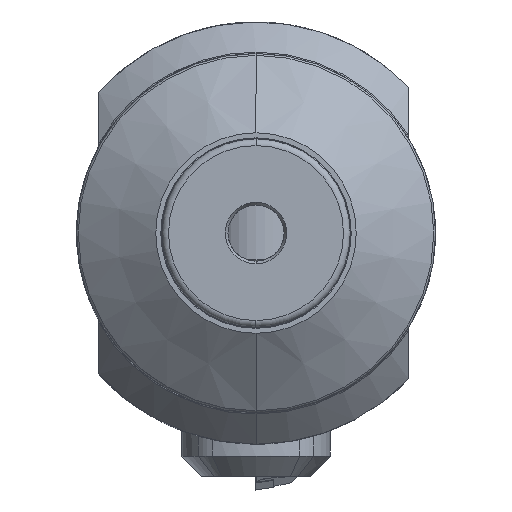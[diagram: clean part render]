
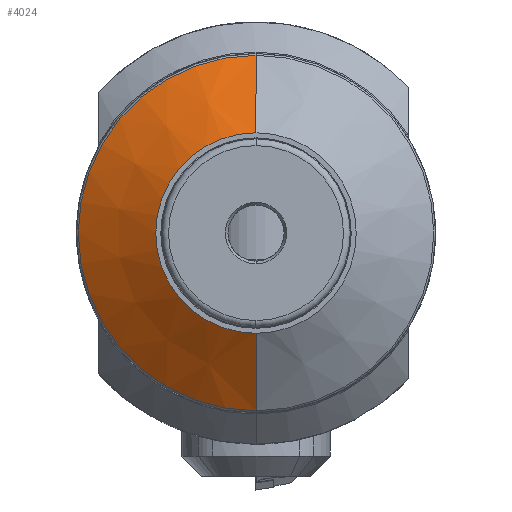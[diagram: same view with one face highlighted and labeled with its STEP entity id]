
A CAD part, left-side view. The second image highlights one B-rep face of the part: STEP entity #4024.
In plain terms, the highlighted conical face has half-angle 55 degrees and reference radius 39.574 mm.
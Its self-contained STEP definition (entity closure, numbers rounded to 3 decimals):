
#280 = ORIENTED_EDGE ( 'NONE', *, *, #7304, .F. ) ;
#4024 = ADVANCED_FACE ( 'NONE', ( #20602 ), #26922, .T. ) ;
#5250 = DIRECTION ( 'NONE',  ( -1., 0., 0. ) ) ;
#6013 = EDGE_CURVE ( 'NONE', #34408, #19876, #20422, .T. ) ;
#7304 = EDGE_CURVE ( 'NONE', #15824, #50086, #48106, .T. ) ;
#8487 = AXIS2_PLACEMENT_3D ( 'NONE', #31615, #27342, #15001 ) ;
#9864 = CARTESIAN_POINT ( 'NONE',  ( -112.378, 0., 0. ) ) ;
#13122 = CARTESIAN_POINT ( 'NONE',  ( -100.299, 0., -39.574 ) ) ;
#15001 = DIRECTION ( 'NONE',  ( 0., 0., -1. ) ) ;
#15824 = VERTEX_POINT ( 'NONE', #33288 ) ;
#17518 = DIRECTION ( 'NONE',  ( 0.574, 0., -0.819 ) ) ;
#19876 = VERTEX_POINT ( 'NONE', #52035 ) ;
#20422 = CIRCLE ( 'NONE', #24101, 39.574 ) ;
#20602 = FACE_OUTER_BOUND ( 'NONE', #50098, .T. ) ;
#24101 = AXIS2_PLACEMENT_3D ( 'NONE', #26448, #5250, #29468 ) ;
#26108 = DIRECTION ( 'NONE',  ( -1., 0., 0. ) ) ;
#26448 = CARTESIAN_POINT ( 'NONE',  ( -100.299, 0., 0. ) ) ;
#26922 = CONICAL_SURFACE ( 'NONE', #8487, 39.574, 0.96 ) ;
#27342 = DIRECTION ( 'NONE',  ( 1., 0., 0. ) ) ;
#28914 = AXIS2_PLACEMENT_3D ( 'NONE', #9864, #26108, #42719 ) ;
#29468 = DIRECTION ( 'NONE',  ( 0., 0., 1. ) ) ;
#30980 = ORIENTED_EDGE ( 'NONE', *, *, #6013, .T. ) ;
#31615 = CARTESIAN_POINT ( 'NONE',  ( -100.299, 0., 0. ) ) ;
#31710 = ORIENTED_EDGE ( 'NONE', *, *, #37491, .F. ) ;
#32854 = CARTESIAN_POINT ( 'NONE',  ( -112.378, 0., -22.322 ) ) ;
#33288 = CARTESIAN_POINT ( 'NONE',  ( -112.378, 0., 22.322 ) ) ;
#33420 = EDGE_CURVE ( 'NONE', #15824, #34408, #44129, .T. ) ;
#34408 = VERTEX_POINT ( 'NONE', #42338 ) ;
#37491 = EDGE_CURVE ( 'NONE', #50086, #19876, #44762, .T. ) ;
#38473 = VECTOR ( 'NONE', #39630, 1000. ) ;
#39630 = DIRECTION ( 'NONE',  ( 0.574, 0., 0.819 ) ) ;
#42338 = CARTESIAN_POINT ( 'NONE',  ( -100.299, 0., 39.574 ) ) ;
#42719 = DIRECTION ( 'NONE',  ( 0., 0., 1. ) ) ;
#43631 = ORIENTED_EDGE ( 'NONE', *, *, #33420, .T. ) ;
#44082 = VECTOR ( 'NONE', #17518, 1000. ) ;
#44129 = LINE ( 'NONE', #52327, #38473 ) ;
#44762 = LINE ( 'NONE', #13122, #44082 ) ;
#48106 = CIRCLE ( 'NONE', #28914, 22.322 ) ;
#50086 = VERTEX_POINT ( 'NONE', #32854 ) ;
#50098 = EDGE_LOOP ( 'NONE', ( #280, #43631, #30980, #31710 ) ) ;
#52035 = CARTESIAN_POINT ( 'NONE',  ( -100.299, 0., -39.574 ) ) ;
#52327 = CARTESIAN_POINT ( 'NONE',  ( -100.299, 0., 39.574 ) ) ;
